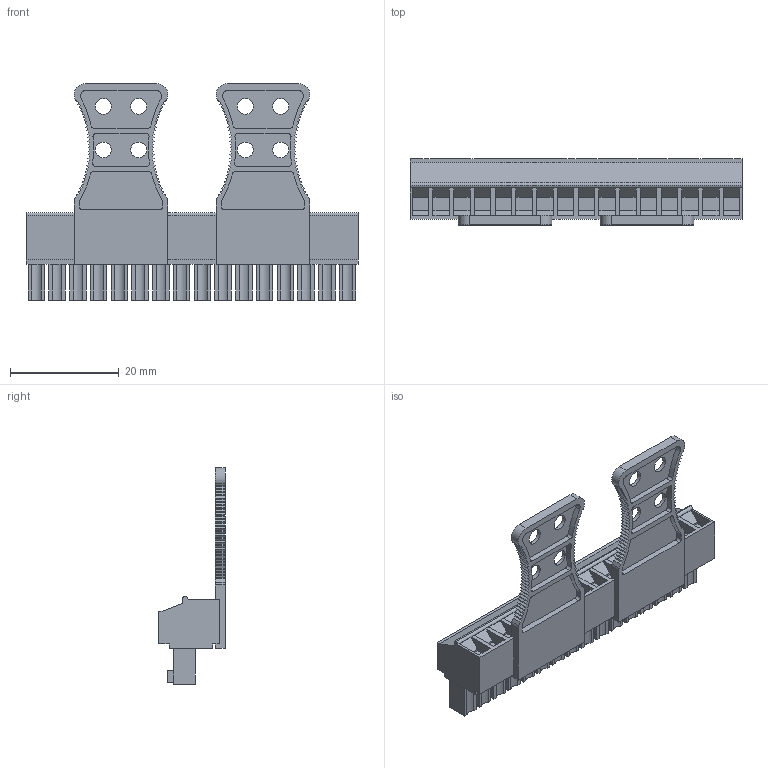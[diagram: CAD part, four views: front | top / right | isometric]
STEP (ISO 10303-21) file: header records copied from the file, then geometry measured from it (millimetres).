
FILE_DESCRIPTION(('CATIA V5 STEP Exchange','CAx-IF Rec.Pracs.--- Model Styling and Organization---1.2---2011-12-15'),'2;1');
FILE_NAME ('D1450061_0_1236410000_1236410000.stp','2018-09-19T11:45:24+00:00',('none'),('Weidmueller'),'CATIA Version 5-6 Release 2014','CATIA V5 STEP AP214','none');
FILE_SCHEMA(('AUTOMOTIVE_DESIGN { 1 0 10303 214 1 1 1 1 }'));
Length unit declared in the file: millimetre
Products named in the file (1): 1236410000
Bounding box: 60.96 x 12.2 x 39.75 mm (x, y, z)
Volume: 6919.8 mm3; surface area: 7777.2 mm2
Topology: 3 solids, 3 shells, 819 faces, 2225 edges, 1482 vertices
Faces by surface type: plane 649, cylinder 138, cone 32
Entity records: 23691 total; most frequent: ORIENTED_EDGE 4450, CARTESIAN_POINT 4204, DIRECTION 3217, EDGE_CURVE 2225, VECTOR 1885, LINE 1885, VERTEX_POINT 1482, EDGE_LOOP 905
